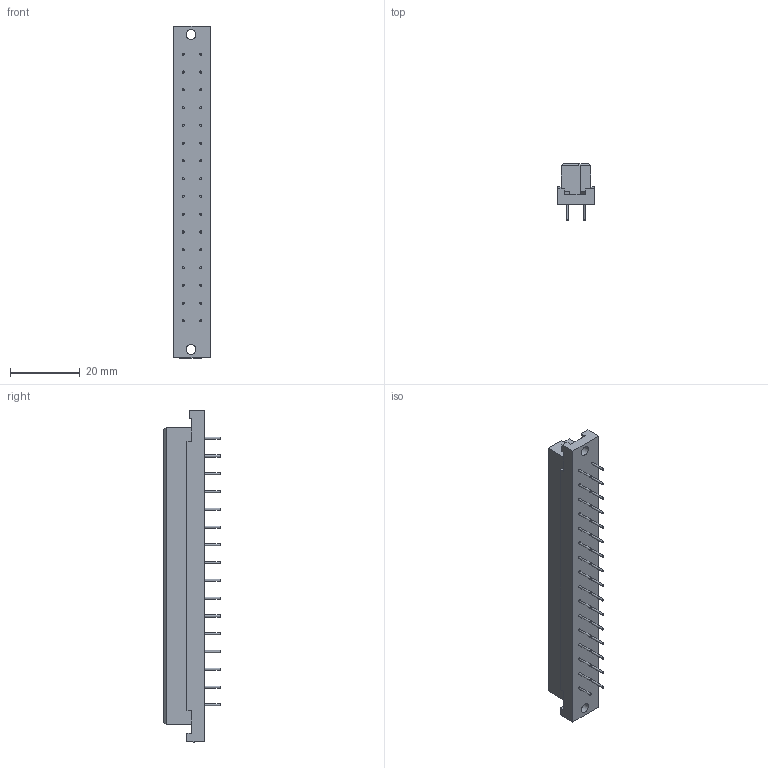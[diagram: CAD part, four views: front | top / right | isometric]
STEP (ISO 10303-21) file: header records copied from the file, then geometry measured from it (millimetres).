
FILE_DESCRIPTION(/* description */ (''),/* implementation_level */ '2;1');
FILE_NAME(/* name */ '100072387ugm000_b.stp',/* time_stamp */ '2022-04-26T16:56:45+02:00',/* author */ (''),/* organization */ (''),/* preprocessor_version */ 'ST-DEVELOPER v16.7',/* originating_system */ 'SIEMENS PLM Software NX 1911',/* authorisation */ '');
FILE_SCHEMA (('AUTOMOTIVE_DESIGN { 1 0 10303 214 3 1 1 1 }'));
Length unit declared in the file: millimetre
Products named in the file (1): 100072387ugm000_b
Bounding box: 10.5 x 16.1 x 94.9 mm (x, y, z)
Volume: 9431.7 mm3; surface area: 4597.7 mm2
Topology: 1 solids, 1 shells, 276 faces, 618 edges, 408 vertices
Faces by surface type: plane 242, cylinder 34
Full cylindrical faces by diameter (mm): 0.6 x32, 2.8 x2
Entity records: 8901 total; most frequent: CARTESIAN_POINT 1269, DIRECTION 1206, ORIENTED_EDGE 1168, EDGE_CURVE 584, LINE 516, VECTOR 516, VERTEX_POINT 408, EDGE_LOOP 378
